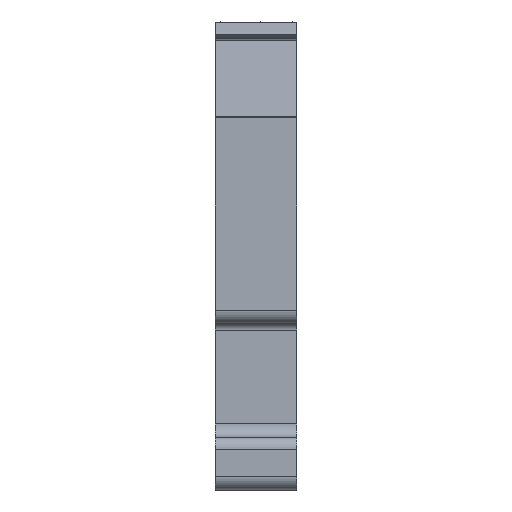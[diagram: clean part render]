
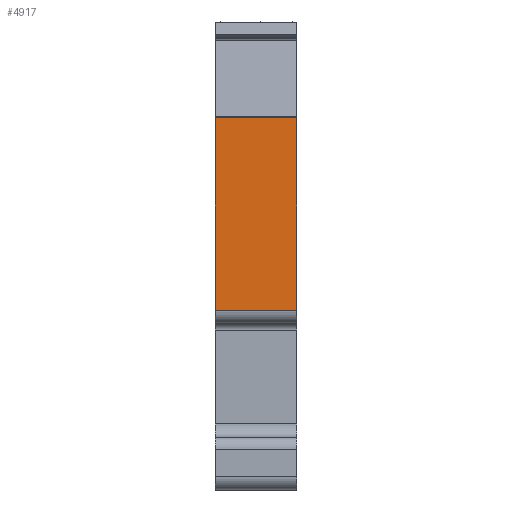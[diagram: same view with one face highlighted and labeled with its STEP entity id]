
A CAD part, left-side view. The second image highlights one B-rep face of the part: STEP entity #4917.
In plain terms, the highlighted planar face has unit normal (-1, 0, 0).
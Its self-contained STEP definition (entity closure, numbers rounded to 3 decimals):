
#37=DIRECTION('',(0.,0.,-1.));
#38=VECTOR('',#37,14.551);
#39=CARTESIAN_POINT('',(-43.65,-6.15,9.776));
#40=LINE('',#39,#38);
#1771=DIRECTION('',(0.,0.,-1.));
#1772=VECTOR('',#1771,14.551);
#1773=CARTESIAN_POINT('',(-43.65,0.,9.776));
#1774=LINE('',#1773,#1772);
#1775=DIRECTION('',(0.,1.,0.));
#1776=VECTOR('',#1775,6.15);
#1777=CARTESIAN_POINT('',(-43.65,-6.15,9.776));
#1778=LINE('',#1777,#1776);
#1783=DIRECTION('',(0.,1.,0.));
#1784=VECTOR('',#1783,6.15);
#1785=CARTESIAN_POINT('',(-43.65,-6.15,-4.775));
#1786=LINE('',#1785,#1784);
#1912=CARTESIAN_POINT('',(-43.65,-6.15,-4.775));
#1914=VERTEX_POINT('',#1912);
#1916=CARTESIAN_POINT('',(-43.65,0.,-4.775));
#1917=VERTEX_POINT('',#1916);
#1995=CARTESIAN_POINT('',(-43.65,-6.15,9.776));
#1997=VERTEX_POINT('',#1995);
#2194=CARTESIAN_POINT('',(-43.65,0.,9.776));
#2195=VERTEX_POINT('',#2194);
#4905=CARTESIAN_POINT('',(-43.65,0.,-0.34));
#4906=DIRECTION('',(1.,0.,0.));
#4907=DIRECTION('',(0.,1.,0.));
#4908=AXIS2_PLACEMENT_3D('',#4905,#4906,#4907);
#4909=PLANE('',#4908);
#4910=ORIENTED_EDGE('',*,*,#2544,.T.);
#4912=ORIENTED_EDGE('',*,*,#4911,.T.);
#4913=ORIENTED_EDGE('',*,*,#2910,.F.);
#4914=ORIENTED_EDGE('',*,*,#4899,.F.);
#4915=EDGE_LOOP('',(#4910,#4912,#4913,#4914));
#4916=FACE_OUTER_BOUND('',#4915,.F.);
#2544=EDGE_CURVE('',#1997,#1914,#40,.T.);
#2910=EDGE_CURVE('',#2195,#1917,#1774,.T.);
#4899=EDGE_CURVE('',#1997,#2195,#1778,.T.);
#4911=EDGE_CURVE('',#1914,#1917,#1786,.T.);
#4917=ADVANCED_FACE('',(#4916),#4909,.F.);
